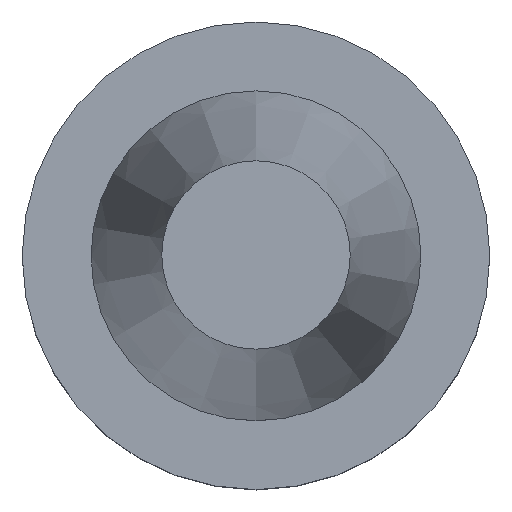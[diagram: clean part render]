
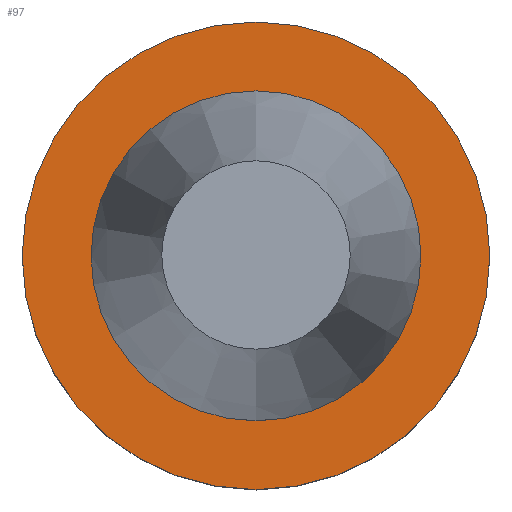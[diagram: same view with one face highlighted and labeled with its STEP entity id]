
A CAD part, top view. The second image highlights one B-rep face of the part: STEP entity #97.
In plain terms, the highlighted planar face has unit normal (0, 0, 1).
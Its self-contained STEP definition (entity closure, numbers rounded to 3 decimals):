
#90=EDGE_CURVE('Unnamed[1]',#224,#224,#225,.T.);
#97=ADVANCED_FACE('Unnamed[1]',(#234,#235),#236,.T.);
#145=EDGE_CURVE('Unnamed[1]',#307,#307,#308,.T.);
#224=VERTEX_POINT('',#406);
#225=CIRCLE('',#407,31.5);
#234=FACE_OUTER_BOUND('',#419,.T.);
#235=FACE_BOUND('',#420,.T.);
#236=PLANE('',#421);
#307=VERTEX_POINT('',#510);
#308=CIRCLE('',#511,22.225);
#406=CARTESIAN_POINT('',(0.,31.5,-1.));
#407=AXIS2_PLACEMENT_3D('',#606,#607,#608);
#419=EDGE_LOOP('',(#616));
#420=EDGE_LOOP('',(#617));
#421=AXIS2_PLACEMENT_3D('',#618,#619,#620);
#510=CARTESIAN_POINT('',(0.,22.225,-1.));
#511=AXIS2_PLACEMENT_3D('',#697,#698,#699);
#606=CARTESIAN_POINT('',(0.,0.,-1.));
#607=DIRECTION('',(0.,0.,-1.0));
#608=DIRECTION('',(0.,1.0,0.));
#616=ORIENTED_EDGE('',*,*,#90,.F.);
#617=ORIENTED_EDGE('',*,*,#145,.T.);
#618=CARTESIAN_POINT('',(0.,26.862,-1.));
#619=DIRECTION('',(0.,0.,1.0));
#620=DIRECTION('',(0.,-1.0,0.));
#697=CARTESIAN_POINT('',(0.,0.,-1.));
#698=DIRECTION('',(0.,0.,-1.0));
#699=DIRECTION('',(0.,1.0,0.));
